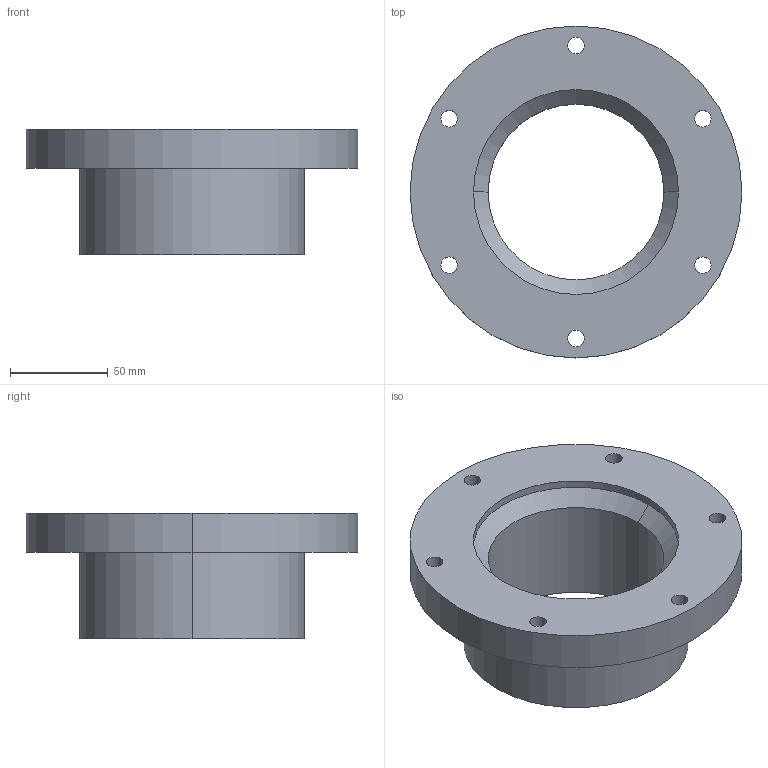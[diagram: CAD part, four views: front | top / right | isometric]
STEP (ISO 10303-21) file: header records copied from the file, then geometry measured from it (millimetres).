
FILE_DESCRIPTION (( 'STEP AP214' ), '1' );
FILE_NAME ('Palier latéral_Tonneau amovible.STEP', '2023-05-30T16:07:54', ( '' ), ( '' ), 'SwSTEP 2.0', 'SolidWorks 2023', '' );
FILE_SCHEMA (( 'AUTOMOTIVE_DESIGN' ));
Length unit declared in the file: millimetre
Products named in the file (1): Palier latéral_Tonneau amovible
Bounding box: 170 x 170 x 64.5 mm (x, y, z)
Volume: 481453 mm3; surface area: 79211 mm2
Topology: 1 solids, 1 shells, 25 faces, 62 edges, 40 vertices
Faces by surface type: cylinder 20, plane 3, cone 2
Entity records: 815 total; most frequent: DIRECTION 154, CARTESIAN_POINT 128, ORIENTED_EDGE 124, AXIS2_PLACEMENT_3D 66, EDGE_CURVE 62, VERTEX_POINT 40, EDGE_LOOP 40, CIRCLE 40
